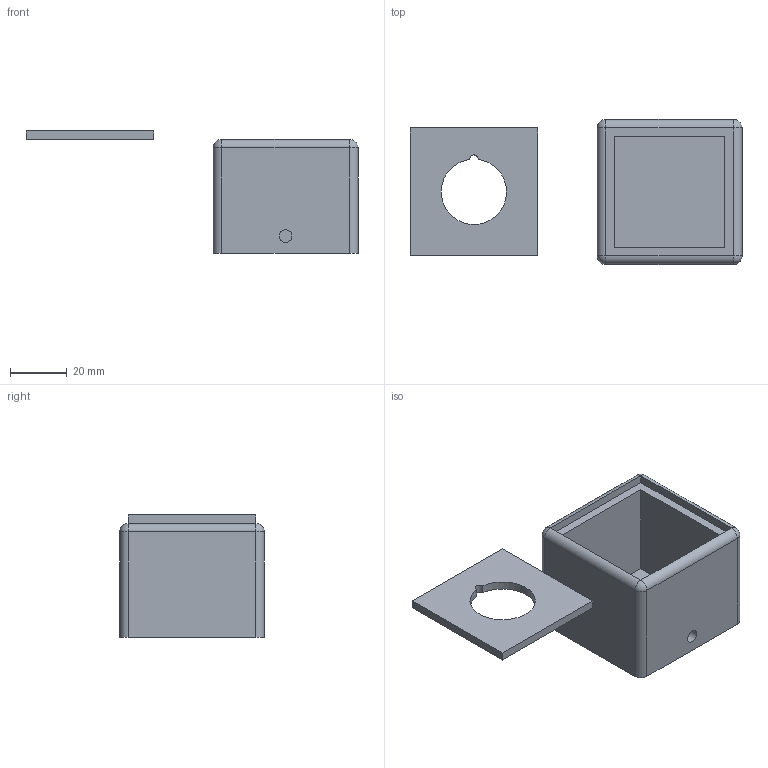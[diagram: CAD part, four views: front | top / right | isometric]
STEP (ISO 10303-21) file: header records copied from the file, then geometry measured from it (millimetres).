
FILE_DESCRIPTION(/* description */ ('STEP AP242','CAx-IF Rec.Pracs.---Representation and Presentation of Product Manufacturing Information (PMI)---4.0---2014-10-13','CAx-IF Rec.Pracs.---3D Tessellated Geometry---0.4---2014-09-14','2;1'),/* implementation_level */ '2;1');
FILE_NAME(/* name */ '647e8701b1eeb34e5e7df040',/* time_stamp */ '2023-06-06T01:08:17Z',/* author */ (''),/* organization */ (''),/* preprocessor_version */ 'ST-DEVELOPER v19.4',/* originating_system */ ' ',/* authorisation */ ' ');
FILE_SCHEMA (('AP242_MANAGED_MODEL_BASED_3D_ENGINEERING_MIM_LF { 1 0 10303 442 1 1 4 }'));
Length unit declared in the file: metre
Products named in the file (2): case; bulkhead
Bounding box: 116.88 x 51 x 43 mm (x, y, z)
Volume: 50288.3 mm3; surface area: 22751.8 mm2
Topology: 2 solids, 2 shells, 36 faces, 82 edges, 47 vertices
Faces by surface type: plane 21, cylinder 11, sphere 4
Full cylindrical faces by diameter (mm): 4.5 x1
Entity records: 1006 total; most frequent: DIRECTION 174, CARTESIAN_POINT 160, ORIENTED_EDGE 152, EDGE_CURVE 76, AXIS2_PLACEMENT_3D 60, LINE 54, VECTOR 54, VERTEX_POINT 46
